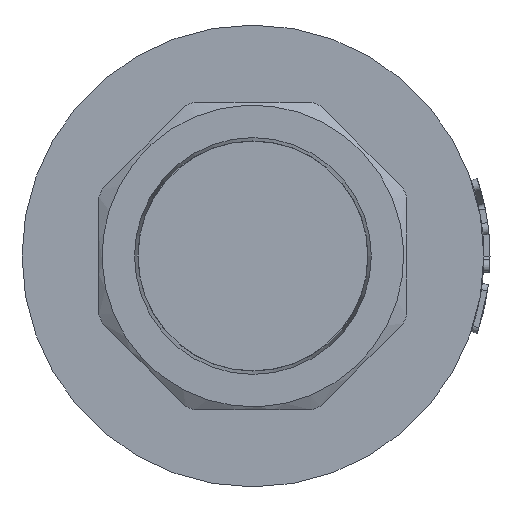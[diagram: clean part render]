
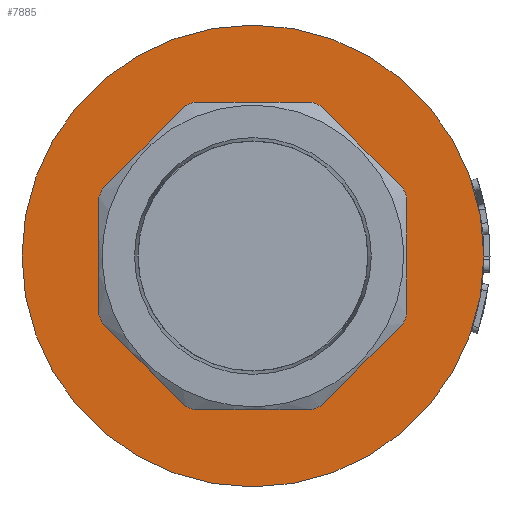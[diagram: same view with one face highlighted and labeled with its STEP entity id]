
A CAD part, left-side view. The second image highlights one B-rep face of the part: STEP entity #7885.
In plain terms, the highlighted planar face has unit normal (-1, 0, 0).
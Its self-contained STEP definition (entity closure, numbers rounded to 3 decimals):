
#7413=CARTESIAN_POINT('',(-5.,-9.516,12.5));
#7414=VERTEX_POINT('',#7413);
#7421=CARTESIAN_POINT('',(-5.,-10.949,13.093));
#7422=VERTEX_POINT('',#7421);
#7423=CARTESIAN_POINT('',(-5.,0.0,37.5));
#7424=DIRECTION('',(1.0,0.0,0.0));
#7425=DIRECTION('',(0.0,-0.356,-0.935));
#7426=AXIS2_PLACEMENT_3D('',#7423,#7424,#7425);
#7427=CIRCLE('',#7426,26.75);
#7428=EDGE_CURVE('',#7422,#7414,#7427,.T.);
#7445=CARTESIAN_POINT('',(-5.,9.516,12.5));
#7446=VERTEX_POINT('',#7445);
#7453=CARTESIAN_POINT('',(-5.,-9.516,12.5));
#7454=DIRECTION('',(0.0,1.0,0.0));
#7455=VECTOR('',#7454,19.033);
#7456=LINE('',#7453,#7455);
#7457=EDGE_CURVE('',#7414,#7446,#7456,.T.);
#7469=CARTESIAN_POINT('',(-5.,10.949,13.093));
#7470=VERTEX_POINT('',#7469);
#7477=CARTESIAN_POINT('',(-5.,0.0,37.5));
#7478=DIRECTION('',(1.0,0.0,0.0));
#7479=DIRECTION('',(0.0,0.409,-0.912));
#7480=AXIS2_PLACEMENT_3D('',#7477,#7478,#7479);
#7481=CIRCLE('',#7480,26.75);
#7482=EDGE_CURVE('',#7446,#7470,#7481,.T.);
#7494=CARTESIAN_POINT('',(-5.,24.407,26.551));
#7495=VERTEX_POINT('',#7494);
#7502=CARTESIAN_POINT('',(-5.,10.949,13.093));
#7503=DIRECTION('',(0.,0.707,0.707));
#7504=VECTOR('',#7503,19.033);
#7505=LINE('',#7502,#7504);
#7506=EDGE_CURVE('',#7470,#7495,#7505,.T.);
#7518=CARTESIAN_POINT('',(-5.,25.0,27.984));
#7519=VERTEX_POINT('',#7518);
#7526=CARTESIAN_POINT('',(-5.,0.0,37.5));
#7527=DIRECTION('',(1.0,0.0,0.0));
#7528=DIRECTION('',(0.0,0.935,-0.356));
#7529=AXIS2_PLACEMENT_3D('',#7526,#7527,#7528);
#7530=CIRCLE('',#7529,26.75);
#7531=EDGE_CURVE('',#7495,#7519,#7530,.T.);
#7543=CARTESIAN_POINT('',(-5.,25.,47.016));
#7544=VERTEX_POINT('',#7543);
#7551=CARTESIAN_POINT('',(-5.,25.0,27.984));
#7552=DIRECTION('',(0.0,0.0,1.0));
#7553=VECTOR('',#7552,19.033);
#7554=LINE('',#7551,#7553);
#7555=EDGE_CURVE('',#7519,#7544,#7554,.T.);
#7567=CARTESIAN_POINT('',(-5.,24.407,48.449));
#7568=VERTEX_POINT('',#7567);
#7575=CARTESIAN_POINT('',(-5.,0.0,37.5));
#7576=DIRECTION('',(1.,0.0,0.0));
#7577=DIRECTION('',(0.0,0.912,0.409));
#7578=AXIS2_PLACEMENT_3D('',#7575,#7576,#7577);
#7579=CIRCLE('',#7578,26.75);
#7580=EDGE_CURVE('',#7544,#7568,#7579,.T.);
#7592=CARTESIAN_POINT('',(-5.,10.949,61.907));
#7593=VERTEX_POINT('',#7592);
#7600=CARTESIAN_POINT('',(-5.,24.407,48.449));
#7601=DIRECTION('',(0.,-0.707,0.707));
#7602=VECTOR('',#7601,19.033);
#7603=LINE('',#7600,#7602);
#7604=EDGE_CURVE('',#7568,#7593,#7603,.T.);
#7616=CARTESIAN_POINT('',(-5.,9.516,62.5));
#7617=VERTEX_POINT('',#7616);
#7624=CARTESIAN_POINT('',(-5.,0.0,37.5));
#7625=DIRECTION('',(1.,0.0,0.0));
#7626=DIRECTION('',(0.0,0.356,0.935));
#7627=AXIS2_PLACEMENT_3D('',#7624,#7625,#7626);
#7628=CIRCLE('',#7627,26.75);
#7629=EDGE_CURVE('',#7593,#7617,#7628,.T.);
#7641=CARTESIAN_POINT('',(-5.,-9.516,62.5));
#7642=VERTEX_POINT('',#7641);
#7649=CARTESIAN_POINT('',(-5.,9.516,62.5));
#7650=DIRECTION('',(0.0,-1.0,0.0));
#7651=VECTOR('',#7650,19.033);
#7652=LINE('',#7649,#7651);
#7653=EDGE_CURVE('',#7617,#7642,#7652,.T.);
#7665=CARTESIAN_POINT('',(-5.,-10.949,61.907));
#7666=VERTEX_POINT('',#7665);
#7673=CARTESIAN_POINT('',(-5.,0.0,37.5));
#7674=DIRECTION('',(1.0,0.0,0.0));
#7675=DIRECTION('',(0.0,-0.409,0.912));
#7676=AXIS2_PLACEMENT_3D('',#7673,#7674,#7675);
#7677=CIRCLE('',#7676,26.75);
#7678=EDGE_CURVE('',#7642,#7666,#7677,.T.);
#7690=CARTESIAN_POINT('',(-5.,-24.407,48.449));
#7691=VERTEX_POINT('',#7690);
#7698=CARTESIAN_POINT('',(-5.,-10.949,61.907));
#7699=DIRECTION('',(0.,-0.707,-0.707));
#7700=VECTOR('',#7699,19.033);
#7701=LINE('',#7698,#7700);
#7702=EDGE_CURVE('',#7666,#7691,#7701,.T.);
#7714=CARTESIAN_POINT('',(-5.,-25.,47.016));
#7715=VERTEX_POINT('',#7714);
#7722=CARTESIAN_POINT('',(-5.,0.0,37.5));
#7723=DIRECTION('',(1.0,0.0,0.0));
#7724=DIRECTION('',(0.0,-0.935,0.356));
#7725=AXIS2_PLACEMENT_3D('',#7722,#7723,#7724);
#7726=CIRCLE('',#7725,26.75);
#7727=EDGE_CURVE('',#7691,#7715,#7726,.T.);
#7739=CARTESIAN_POINT('',(-5.,-25.0,27.984));
#7740=VERTEX_POINT('',#7739);
#7747=CARTESIAN_POINT('',(-5.,-25.,47.016));
#7748=DIRECTION('',(0.0,0.0,-1.0));
#7749=VECTOR('',#7748,19.033);
#7750=LINE('',#7747,#7749);
#7751=EDGE_CURVE('',#7715,#7740,#7750,.T.);
#7763=CARTESIAN_POINT('',(-5.,-24.407,26.551));
#7764=VERTEX_POINT('',#7763);
#7771=CARTESIAN_POINT('',(-5.,0.0,37.5));
#7772=DIRECTION('',(1.0,0.0,0.0));
#7773=DIRECTION('',(0.0,-0.912,-0.409));
#7774=AXIS2_PLACEMENT_3D('',#7771,#7772,#7773);
#7775=CIRCLE('',#7774,26.75);
#7776=EDGE_CURVE('',#7740,#7764,#7775,.T.);
#7789=CARTESIAN_POINT('',(-5.,-24.407,26.551));
#7790=DIRECTION('',(0.,0.707,-0.707));
#7791=VECTOR('',#7790,19.033);
#7792=LINE('',#7789,#7791);
#7793=EDGE_CURVE('',#7764,#7422,#7792,.T.);
#7844=CARTESIAN_POINT('',(-5.,0.,75.0));
#7845=VERTEX_POINT('',#7844);
#7846=CARTESIAN_POINT('',(-5.,0.0,37.5));
#7847=DIRECTION('',(1.0,0.0,0.0));
#7848=DIRECTION('',(0.0,0.0,-1.0));
#7849=AXIS2_PLACEMENT_3D('',#7846,#7847,#7848);
#7850=CIRCLE('',#7849,37.5);
#7851=EDGE_CURVE('',#7845,#7845,#7850,.T.);
#7859=CARTESIAN_POINT('',(-5.,0.0,37.5));
#7860=DIRECTION('',(1.0,0.0,0.0));
#7861=DIRECTION('',(0.0,0.0,-1.0));
#7862=AXIS2_PLACEMENT_3D('',#7859,#7860,#7861);
#7863=PLANE('',#7862);
#7864=ORIENTED_EDGE('',*,*,#7851,.F.);
#7865=EDGE_LOOP('',(#7864));
#7866=FACE_OUTER_BOUND('',#7865,.T.);
#7867=ORIENTED_EDGE('',*,*,#7629,.T.);
#7868=ORIENTED_EDGE('',*,*,#7653,.T.);
#7869=ORIENTED_EDGE('',*,*,#7678,.T.);
#7870=ORIENTED_EDGE('',*,*,#7702,.T.);
#7871=ORIENTED_EDGE('',*,*,#7727,.T.);
#7872=ORIENTED_EDGE('',*,*,#7751,.T.);
#7873=ORIENTED_EDGE('',*,*,#7776,.T.);
#7874=ORIENTED_EDGE('',*,*,#7793,.T.);
#7875=ORIENTED_EDGE('',*,*,#7428,.T.);
#7876=ORIENTED_EDGE('',*,*,#7457,.T.);
#7877=ORIENTED_EDGE('',*,*,#7482,.T.);
#7878=ORIENTED_EDGE('',*,*,#7506,.T.);
#7879=ORIENTED_EDGE('',*,*,#7531,.T.);
#7880=ORIENTED_EDGE('',*,*,#7555,.T.);
#7881=ORIENTED_EDGE('',*,*,#7580,.T.);
#7882=ORIENTED_EDGE('',*,*,#7604,.T.);
#7883=EDGE_LOOP('',(#7867,#7868,#7869,#7870,#7871,#7872,#7873,#7874,#7875,#7876,#7877,#7878,#7879,#7880,#7881,#7882));
#7884=FACE_BOUND('',#7883,.T.);
#7885=ADVANCED_FACE('',(#7866,#7884),#7863,.F.);
